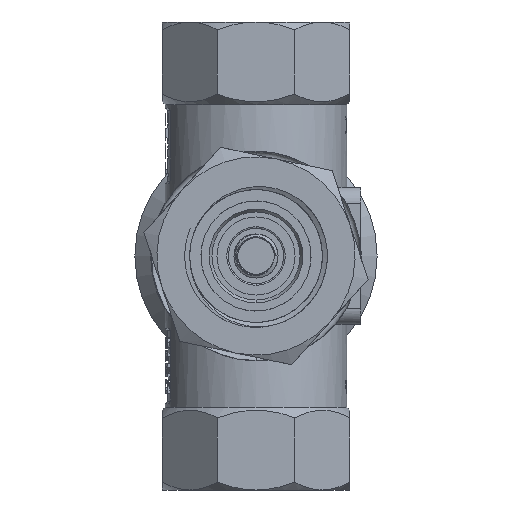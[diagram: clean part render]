
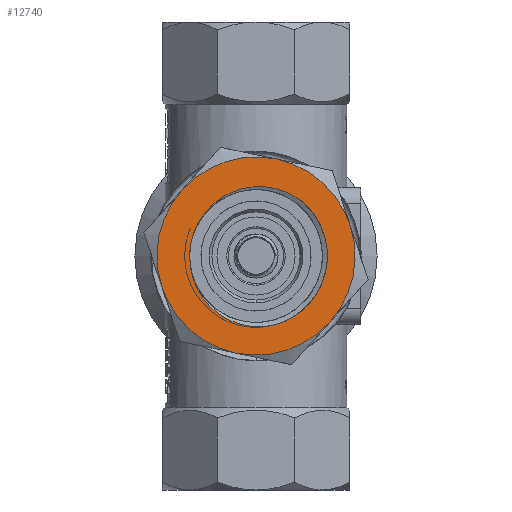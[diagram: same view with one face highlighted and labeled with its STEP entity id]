
A CAD part, front view. The second image highlights one B-rep face of the part: STEP entity #12740.
In plain terms, the highlighted planar face has unit normal (0, -1, 0).
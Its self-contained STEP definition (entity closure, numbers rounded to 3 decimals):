
#4949=CARTESIAN_POINT('',(-3.135,-75.72,
84.293));
#4950=CARTESIAN_POINT('',(-3.044,-75.72,
83.637));
#4951=CARTESIAN_POINT('',(-2.756,-75.72,
82.355));
#4952=CARTESIAN_POINT('',(-2.019,-75.72,
80.519));
#4953=CARTESIAN_POINT('',(-0.972,-75.72,
78.795));
#4954=CARTESIAN_POINT('',(0.335,-75.72,
77.263));
#4955=CARTESIAN_POINT('',(1.91,-75.72,75.939));
#4956=CARTESIAN_POINT('',(3.672,-75.72,74.895));
#4957=CARTESIAN_POINT('',(5.607,-75.72,74.142));
#4958=CARTESIAN_POINT('',(7.632,-75.72,73.707));
#4959=CARTESIAN_POINT('',(9.711,-75.72,73.613));
#4960=CARTESIAN_POINT('',(11.096,-75.72,73.772));
#4961=CARTESIAN_POINT('',(11.791,-75.72,73.911));
#5333=CARTESIAN_POINT('',(11.791,-75.72,73.911));
#5334=CARTESIAN_POINT('',(12.468,-75.72,74.076));
#5335=CARTESIAN_POINT('',(13.777,-75.72,74.509));
#5336=CARTESIAN_POINT('',(15.631,-75.72,75.473));
#5337=CARTESIAN_POINT('',(17.307,-75.72,76.72));
#5338=CARTESIAN_POINT('',(18.769,-75.72,78.23));
#5339=CARTESIAN_POINT('',(19.957,-75.72,79.936));
#5340=CARTESIAN_POINT('',(20.863,-75.72,81.819));
#5341=CARTESIAN_POINT('',(21.456,-75.72,83.824));
#5342=CARTESIAN_POINT('',(21.721,-75.72,85.902));
#5343=CARTESIAN_POINT('',(21.648,-75.72,87.997));
#5344=CARTESIAN_POINT('',(21.239,-75.72,90.058));
#5345=CARTESIAN_POINT('',(20.511,-75.72,92.008));
#5346=CARTESIAN_POINT('',(19.48,-75.72,93.822));
#5347=CARTESIAN_POINT('',(18.167,-75.72,95.45));
#5348=CARTESIAN_POINT('',(17.136,-75.72,96.379));
#5349=CARTESIAN_POINT('',(16.577,-75.72,96.804));
#5657=CARTESIAN_POINT('',(16.577,-75.72,96.804));
#5658=CARTESIAN_POINT('',(16.047,-75.72,97.175));
#5659=CARTESIAN_POINT('',(14.95,-75.72,97.823));
#5660=CARTESIAN_POINT('',(13.202,-75.72,98.537));
#5661=CARTESIAN_POINT('',(11.374,-75.72,98.981));
#5662=CARTESIAN_POINT('',(9.502,-75.72,99.153));
#5663=CARTESIAN_POINT('',(7.645,-75.72,99.05));
#5664=CARTESIAN_POINT('',(5.817,-75.72,98.675));
#5665=CARTESIAN_POINT('',(4.095,-75.72,98.041));
#5666=CARTESIAN_POINT('',(2.477,-75.72,97.154));
#5667=CARTESIAN_POINT('',(1.035,-75.72,96.063));
#5668=CARTESIAN_POINT('',(-0.236,-75.72,
94.764));
#5669=CARTESIAN_POINT('',(-0.941,-75.72,
93.789));
#5670=CARTESIAN_POINT('',(-1.258,-75.72,
93.271));
#6395=CARTESIAN_POINT('',(-3.135,-75.72,
84.293));
#6422=CARTESIAN_POINT('',(-1.258,-75.72,
93.271));
#6424=CARTESIAN_POINT('',(8.72,-75.72,86.5));
#6425=DIRECTION('',(0.,-1.,0.));
#6426=DIRECTION('',(-0.95,0.,-0.312));
#6427=AXIS2_PLACEMENT_3D('',#6424,#6425,#6426);
#6429=CARTESIAN_POINT('',(8.72,-75.72,86.5));
#6430=DIRECTION('',(0.,-1.,0.));
#6431=DIRECTION('',(-0.745,0.,0.667));
#6432=AXIS2_PLACEMENT_3D('',#6429,#6430,#6431);
#6434=CARTESIAN_POINT('',(8.72,-75.72,86.5));
#6435=DIRECTION('',(0.,-1.,0.));
#6436=DIRECTION('',(0.205,0.,0.979));
#6437=AXIS2_PLACEMENT_3D('',#6434,#6435,#6436);
#6439=CARTESIAN_POINT('',(8.72,-75.72,86.5));
#6440=DIRECTION('',(0.,-1.,0.));
#6441=DIRECTION('',(0.95,0.,0.312));
#6442=AXIS2_PLACEMENT_3D('',#6439,#6440,#6441);
#6444=CARTESIAN_POINT('',(8.72,-75.72,86.5));
#6445=DIRECTION('',(0.,-1.,0.));
#6446=DIRECTION('',(0.745,0.,-0.667));
#6447=AXIS2_PLACEMENT_3D('',#6444,#6445,#6446);
#6449=CARTESIAN_POINT('',(8.72,-75.72,86.5));
#6450=DIRECTION('',(0.,-1.,0.));
#6451=DIRECTION('',(-0.205,0.,-0.979));
#6452=AXIS2_PLACEMENT_3D('',#6449,#6450,#6451);
#6454=CARTESIAN_POINT('',(8.72,-75.72,86.5));
#6455=DIRECTION('',(0.,1.,0.));
#6456=DIRECTION('',(-0.983,0.,-0.183));
#6457=AXIS2_PLACEMENT_3D('',#6454,#6455,#6456);
#6528=CARTESIAN_POINT('',(22.137,-75.72,74.501));
#8476=CARTESIAN_POINT('',(25.82,-75.72,92.12));
#8492=CARTESIAN_POINT('',(-4.697,-75.72,
98.499));
#8494=CARTESIAN_POINT('',(12.403,-75.72,104.119));
#8534=VERTEX_POINT('',#8492);
#8535=VERTEX_POINT('',#5333);
#8536=VERTEX_POINT('',#5349);
#8537=CARTESIAN_POINT('',(-8.38,-75.72,
80.88));
#8538=CARTESIAN_POINT('',(5.036,-75.72,68.881));
#8539=VERTEX_POINT('',#8537);
#8540=VERTEX_POINT('',#8538);
#8544=VERTEX_POINT('',#6422);
#8603=VERTEX_POINT('',#8494);
#8611=VERTEX_POINT('',#6395);
#8631=VERTEX_POINT('',#6528);
#8647=VERTEX_POINT('',#8476);
#12715=CARTESIAN_POINT('',(8.72,-75.72,86.5));
#12716=DIRECTION('',(0.,-1.,0.));
#12717=DIRECTION('',(-0.205,0.,-0.979));
#12718=AXIS2_PLACEMENT_3D('',#12715,#12716,#12717);
#12719=PLANE('',#12718);
#12721=ORIENTED_EDGE('',*,*,#12720,.F.);
#12723=ORIENTED_EDGE('',*,*,#12722,.F.);
#12725=ORIENTED_EDGE('',*,*,#12724,.F.);
#12727=ORIENTED_EDGE('',*,*,#12726,.F.);
#12729=ORIENTED_EDGE('',*,*,#12728,.F.);
#12731=ORIENTED_EDGE('',*,*,#12730,.F.);
#12732=EDGE_LOOP('',(#12721,#12723,#12725,#12727,#12729,#12731));
#12733=FACE_OUTER_BOUND('',#12732,.F.);
#12734=ORIENTED_EDGE('',*,*,#12709,.F.);
#12735=ORIENTED_EDGE('',*,*,#9904,.T.);
#12736=ORIENTED_EDGE('',*,*,#11265,.T.);
#12737=ORIENTED_EDGE('',*,*,#12515,.T.);
#12738=EDGE_LOOP('',(#12734,#12735,#12736,#12737));
#12739=FACE_BOUND('',#12738,.F.);
#12740=ADVANCED_FACE('',(#12733,#12739),#12719,.T.);
#4962=B_SPLINE_CURVE_WITH_KNOTS('',3,(#4949,#4950,#4951,#4952,#4953,#4954,#4955,
#4956,#4957,#4958,#4959,#4960,#4961),.UNSPECIFIED.,.F.,.F.,(4,1,1,1,1,1,1,1,1,1,
4),(0.,0.1,0.2,0.3,0.4,0.5,0.6,0.7,0.8,0.9,1.),
.UNSPECIFIED.);
#5350=B_SPLINE_CURVE_WITH_KNOTS('',3,(#5333,#5334,#5335,#5336,#5337,#5338,#5339,
#5340,#5341,#5342,#5343,#5344,#5345,#5346,#5347,#5348,#5349),.UNSPECIFIED.,.F.,
.F.,(4,1,1,1,1,1,1,1,1,1,1,1,1,1,4),(0.,0.071,0.143,
0.214,0.286,0.357,0.429,0.5,
0.571,0.643,0.714,0.786,
0.857,0.929,1.),.UNSPECIFIED.);
#5671=B_SPLINE_CURVE_WITH_KNOTS('',3,(#5657,#5658,#5659,#5660,#5661,#5662,#5663,
#5664,#5665,#5666,#5667,#5668,#5669,#5670),.UNSPECIFIED.,.F.,.F.,(4,1,1,1,1,1,1,
1,1,1,1,4),(0.,0.091,0.182,0.273,
0.364,0.455,0.545,0.636,
0.727,0.818,0.909,1.),.UNSPECIFIED.);
#6428=CIRCLE('',#6427,18.);
#6433=CIRCLE('',#6432,18.);
#6438=CIRCLE('',#6437,18.);
#6443=CIRCLE('',#6442,18.);
#6448=CIRCLE('',#6447,18.);
#6453=CIRCLE('',#6452,18.);
#6458=CIRCLE('',#6457,12.058);
#9904=EDGE_CURVE('',#8611,#8535,#4962,.T.);
#11265=EDGE_CURVE('',#8535,#8536,#5350,.T.);
#12515=EDGE_CURVE('',#8536,#8544,#5671,.T.);
#12709=EDGE_CURVE('',#8611,#8544,#6458,.T.);
#12720=EDGE_CURVE('',#8539,#8540,#6428,.T.);
#12722=EDGE_CURVE('',#8534,#8539,#6433,.T.);
#12724=EDGE_CURVE('',#8603,#8534,#6438,.T.);
#12726=EDGE_CURVE('',#8647,#8603,#6443,.T.);
#12728=EDGE_CURVE('',#8631,#8647,#6448,.T.);
#12730=EDGE_CURVE('',#8540,#8631,#6453,.T.);
